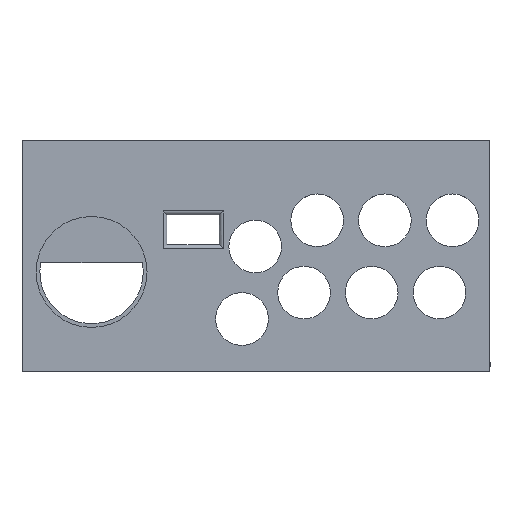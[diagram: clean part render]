
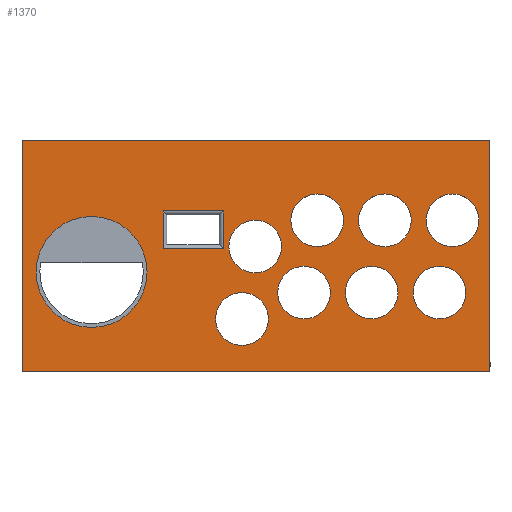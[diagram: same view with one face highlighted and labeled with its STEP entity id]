
A CAD part, top view. The second image highlights one B-rep face of the part: STEP entity #1370.
In plain terms, the highlighted planar face has unit normal (0, 0, 1).
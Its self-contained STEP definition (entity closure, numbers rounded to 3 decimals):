
#43=FACE_BOUND('',#175,.T.);
#44=FACE_BOUND('',#176,.T.);
#45=FACE_BOUND('',#177,.T.);
#46=FACE_BOUND('',#178,.T.);
#47=FACE_BOUND('',#179,.T.);
#48=FACE_BOUND('',#180,.T.);
#49=FACE_BOUND('',#181,.T.);
#50=FACE_BOUND('',#182,.T.);
#51=FACE_BOUND('',#183,.T.);
#52=FACE_BOUND('',#184,.T.);
#65=CIRCLE('',#1456,14.);
#66=CIRCLE('',#1457,14.);
#67=CIRCLE('',#1458,14.);
#68=CIRCLE('',#1459,14.);
#69=CIRCLE('',#1460,14.);
#70=CIRCLE('',#1461,14.);
#71=CIRCLE('',#1462,14.);
#72=CIRCLE('',#1463,14.);
#73=CIRCLE('',#1464,29.5);
#94=FACE_OUTER_BOUND('',#174,.T.);
#174=EDGE_LOOP('',(#1014,#1015,#1016,#1017));
#175=EDGE_LOOP('',(#1018));
#176=EDGE_LOOP('',(#1019));
#177=EDGE_LOOP('',(#1020));
#178=EDGE_LOOP('',(#1021));
#179=EDGE_LOOP('',(#1022));
#180=EDGE_LOOP('',(#1023));
#181=EDGE_LOOP('',(#1024));
#182=EDGE_LOOP('',(#1025));
#183=EDGE_LOOP('',(#1026));
#184=EDGE_LOOP('',(#1027,#1028,#1029,#1030));
#304=LINE('',#2050,#473);
#306=LINE('',#2057,#475);
#307=LINE('',#2059,#476);
#308=LINE('',#2061,#477);
#309=LINE('',#2062,#478);
#310=LINE('',#2082,#479);
#311=LINE('',#2084,#480);
#312=LINE('',#2085,#481);
#473=VECTOR('',#1647,10.);
#475=VECTOR('',#1653,10.);
#476=VECTOR('',#1654,10.);
#477=VECTOR('',#1655,10.);
#478=VECTOR('',#1656,10.);
#479=VECTOR('',#1675,10.);
#480=VECTOR('',#1676,10.);
#481=VECTOR('',#1677,10.);
#640=VERTEX_POINT('',#2047);
#641=VERTEX_POINT('',#2049);
#643=VERTEX_POINT('',#2055);
#644=VERTEX_POINT('',#2056);
#645=VERTEX_POINT('',#2058);
#646=VERTEX_POINT('',#2060);
#647=VERTEX_POINT('',#2063);
#648=VERTEX_POINT('',#2065);
#649=VERTEX_POINT('',#2067);
#650=VERTEX_POINT('',#2069);
#651=VERTEX_POINT('',#2071);
#652=VERTEX_POINT('',#2073);
#653=VERTEX_POINT('',#2075);
#654=VERTEX_POINT('',#2077);
#655=VERTEX_POINT('',#2079);
#656=VERTEX_POINT('',#2081);
#657=VERTEX_POINT('',#2083);
#784=EDGE_CURVE('',#640,#641,#304,.T.);
#787=EDGE_CURVE('',#643,#644,#306,.T.);
#788=EDGE_CURVE('',#643,#645,#307,.T.);
#789=EDGE_CURVE('',#646,#645,#308,.T.);
#790=EDGE_CURVE('',#646,#644,#309,.T.);
#791=EDGE_CURVE('',#647,#647,#65,.T.);
#792=EDGE_CURVE('',#648,#648,#66,.T.);
#793=EDGE_CURVE('',#649,#649,#67,.T.);
#794=EDGE_CURVE('',#650,#650,#68,.T.);
#795=EDGE_CURVE('',#651,#651,#69,.T.);
#796=EDGE_CURVE('',#652,#652,#70,.T.);
#797=EDGE_CURVE('',#653,#653,#71,.T.);
#798=EDGE_CURVE('',#654,#654,#72,.T.);
#799=EDGE_CURVE('',#655,#655,#73,.T.);
#800=EDGE_CURVE('',#641,#656,#310,.T.);
#801=EDGE_CURVE('',#657,#640,#311,.T.);
#802=EDGE_CURVE('',#657,#656,#312,.T.);
#1014=ORIENTED_EDGE('',*,*,#787,.F.);
#1015=ORIENTED_EDGE('',*,*,#788,.T.);
#1016=ORIENTED_EDGE('',*,*,#789,.F.);
#1017=ORIENTED_EDGE('',*,*,#790,.T.);
#1018=ORIENTED_EDGE('',*,*,#791,.T.);
#1019=ORIENTED_EDGE('',*,*,#792,.T.);
#1020=ORIENTED_EDGE('',*,*,#793,.T.);
#1021=ORIENTED_EDGE('',*,*,#794,.T.);
#1022=ORIENTED_EDGE('',*,*,#795,.T.);
#1023=ORIENTED_EDGE('',*,*,#796,.T.);
#1024=ORIENTED_EDGE('',*,*,#797,.T.);
#1025=ORIENTED_EDGE('',*,*,#798,.T.);
#1026=ORIENTED_EDGE('',*,*,#799,.T.);
#1027=ORIENTED_EDGE('',*,*,#800,.F.);
#1028=ORIENTED_EDGE('',*,*,#784,.F.);
#1029=ORIENTED_EDGE('',*,*,#801,.F.);
#1030=ORIENTED_EDGE('',*,*,#802,.T.);
#1313=PLANE('',#1455);
#1370=ADVANCED_FACE('',(#94,#43,#44,#45,#46,#47,#48,#49,#50,#51,#52),#1313,
 .T.);
#1455=AXIS2_PLACEMENT_3D('',#2054,#1651,#1652);
#1456=AXIS2_PLACEMENT_3D('',#2064,#1657,#1658);
#1457=AXIS2_PLACEMENT_3D('',#2066,#1659,#1660);
#1458=AXIS2_PLACEMENT_3D('',#2068,#1661,#1662);
#1459=AXIS2_PLACEMENT_3D('',#2070,#1663,#1664);
#1460=AXIS2_PLACEMENT_3D('',#2072,#1665,#1666);
#1461=AXIS2_PLACEMENT_3D('',#2074,#1667,#1668);
#1462=AXIS2_PLACEMENT_3D('',#2076,#1669,#1670);
#1463=AXIS2_PLACEMENT_3D('',#2078,#1671,#1672);
#1464=AXIS2_PLACEMENT_3D('',#2080,#1673,#1674);
#1647=DIRECTION('',(0.,1.,0.));
#1651=DIRECTION('center_axis',(0.,0.,1.));
#1652=DIRECTION('ref_axis',(1.,0.,0.));
#1653=DIRECTION('',(0.,1.,0.));
#1654=DIRECTION('',(1.,0.,0.));
#1655=DIRECTION('',(0.,-1.,0.));
#1656=DIRECTION('',(-1.,0.,0.));
#1657=DIRECTION('center_axis',(0.,0.,-1.));
#1658=DIRECTION('ref_axis',(0.,1.,0.));
#1659=DIRECTION('center_axis',(0.,0.,-1.));
#1660=DIRECTION('ref_axis',(0.,1.,0.));
#1661=DIRECTION('center_axis',(0.,0.,-1.));
#1662=DIRECTION('ref_axis',(0.,1.,0.));
#1663=DIRECTION('center_axis',(0.,0.,-1.));
#1664=DIRECTION('ref_axis',(0.,1.,0.));
#1665=DIRECTION('center_axis',(0.,0.,-1.));
#1666=DIRECTION('ref_axis',(0.,1.,0.));
#1667=DIRECTION('center_axis',(0.,0.,-1.));
#1668=DIRECTION('ref_axis',(0.,1.,0.));
#1669=DIRECTION('center_axis',(0.,0.,-1.));
#1670=DIRECTION('ref_axis',(0.,1.,0.));
#1671=DIRECTION('center_axis',(0.,0.,-1.));
#1672=DIRECTION('ref_axis',(0.,1.,0.));
#1673=DIRECTION('center_axis',(0.,0.,-1.));
#1674=DIRECTION('ref_axis',(0.,1.,0.));
#1675=DIRECTION('',(-1.,0.,0.));
#1676=DIRECTION('',(1.,0.,0.));
#1677=DIRECTION('',(0.,1.,0.));
#2047=CARTESIAN_POINT('',(160.,162.5,51.));
#2049=CARTESIAN_POINT('',(160.,182.436,51.));
#2050=CARTESIAN_POINT('',(160.,160.5,51.));
#2054=CARTESIAN_POINT('Origin',(230.,150.,51.));
#2055=CARTESIAN_POINT('',(53.,97.,51.));
#2056=CARTESIAN_POINT('',(53.,220.,51.));
#2057=CARTESIAN_POINT('',(53.,154.25,51.));
#2058=CARTESIAN_POINT('',(301.91,97.,51.));
#2059=CARTESIAN_POINT('',(203.75,97.,51.));
#2060=CARTESIAN_POINT('',(301.91,220.,51.));
#2061=CARTESIAN_POINT('',(301.91,154.25,51.));
#2062=CARTESIAN_POINT('',(207.5,220.,51.));
#2063=CARTESIAN_POINT('',(246.,163.5,51.));
#2064=CARTESIAN_POINT('Origin',(246.,177.5,51.));
#2065=CARTESIAN_POINT('',(282.,163.5,51.));
#2066=CARTESIAN_POINT('Origin',(282.,177.5,51.));
#2067=CARTESIAN_POINT('',(210.,163.5,51.));
#2068=CARTESIAN_POINT('Origin',(210.,177.5,51.));
#2069=CARTESIAN_POINT('',(177.,149.5,51.));
#2070=CARTESIAN_POINT('Origin',(177.,163.5,51.));
#2071=CARTESIAN_POINT('',(170.,111.,51.));
#2072=CARTESIAN_POINT('Origin',(170.,125.,51.));
#2073=CARTESIAN_POINT('',(275.,125.,51.));
#2074=CARTESIAN_POINT('Origin',(275.,139.,51.));
#2075=CARTESIAN_POINT('',(239.,125.,51.));
#2076=CARTESIAN_POINT('Origin',(239.,139.,51.));
#2077=CARTESIAN_POINT('',(203.,125.,51.));
#2078=CARTESIAN_POINT('Origin',(203.,139.,51.));
#2079=CARTESIAN_POINT('',(90.,120.5,51.));
#2080=CARTESIAN_POINT('Origin',(90.,150.,51.));
#2081=CARTESIAN_POINT('',(128.,182.436,51.));
#2082=CARTESIAN_POINT('',(144.,182.436,51.));
#2083=CARTESIAN_POINT('',(128.,162.5,51.));
#2084=CARTESIAN_POINT('',(187.,162.5,51.));
#2085=CARTESIAN_POINT('',(128.,160.5,51.));
